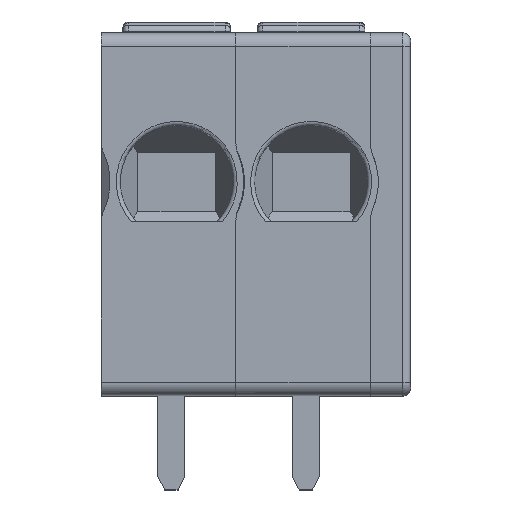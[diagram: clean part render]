
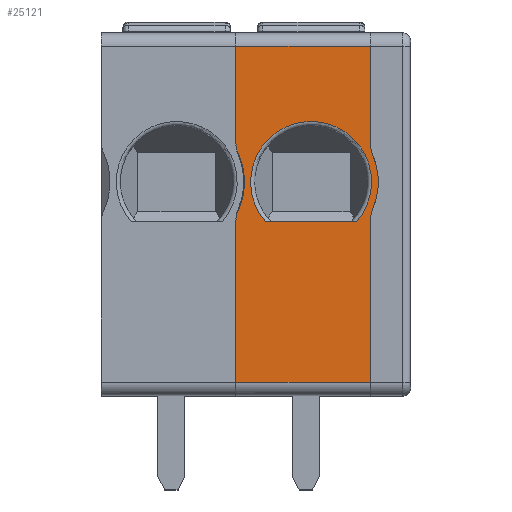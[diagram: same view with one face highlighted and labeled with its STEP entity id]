
A CAD part, top view. The second image highlights one B-rep face of the part: STEP entity #25121.
In plain terms, the highlighted planar face has unit normal (0, 0, 1).
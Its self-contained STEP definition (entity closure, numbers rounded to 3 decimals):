
#765=LINE('',#36169,#3742);
#826=LINE('',#36360,#3803);
#827=LINE('',#36363,#3804);
#828=LINE('',#36371,#3805);
#829=LINE('',#36373,#3806);
#830=LINE('',#36375,#3807);
#831=LINE('',#36383,#3808);
#3742=VECTOR('',#28963,1000.);
#3803=VECTOR('',#29138,1000.);
#3804=VECTOR('',#29139,1000.);
#3805=VECTOR('',#29146,1000.);
#3806=VECTOR('',#29147,1000.);
#3807=VECTOR('',#29148,1000.);
#3808=VECTOR('',#29155,1000.);
#6610=PLANE('',#26704);
#8341=ORIENTED_EDGE('',*,*,#15305,.T.);
#8342=ORIENTED_EDGE('',*,*,#15306,.F.);
#8343=ORIENTED_EDGE('',*,*,#15307,.T.);
#8344=ORIENTED_EDGE('',*,*,#15308,.T.);
#8345=ORIENTED_EDGE('',*,*,#15309,.T.);
#8346=ORIENTED_EDGE('',*,*,#15310,.F.);
#8347=ORIENTED_EDGE('',*,*,#15311,.F.);
#8348=ORIENTED_EDGE('',*,*,#15312,.F.);
#8349=ORIENTED_EDGE('',*,*,#15313,.T.);
#8350=ORIENTED_EDGE('',*,*,#15314,.F.);
#8351=ORIENTED_EDGE('',*,*,#15315,.T.);
#8352=ORIENTED_EDGE('',*,*,#15316,.F.);
#8353=ORIENTED_EDGE('',*,*,#15292,.T.);
#8354=ORIENTED_EDGE('',*,*,#15220,.T.);
#15220=EDGE_CURVE('',#18787,#18785,#765,.T.);
#15292=EDGE_CURVE('',#18785,#18787,#21117,.T.);
#15305=EDGE_CURVE('',#18852,#18853,#826,.T.);
#15306=EDGE_CURVE('',#18854,#18853,#827,.T.);
#15307=EDGE_CURVE('',#18854,#18855,#21118,.T.);
#15308=EDGE_CURVE('',#18855,#18856,#21119,.T.);
#15309=EDGE_CURVE('',#18856,#18857,#21120,.T.);
#15310=EDGE_CURVE('',#18858,#18857,#828,.T.);
#15311=EDGE_CURVE('',#18859,#18858,#829,.T.);
#15312=EDGE_CURVE('',#18860,#18859,#830,.T.);
#15313=EDGE_CURVE('',#18860,#18861,#21121,.T.);
#15314=EDGE_CURVE('',#18862,#18861,#21122,.T.);
#15315=EDGE_CURVE('',#18862,#18863,#21123,.T.);
#15316=EDGE_CURVE('',#18852,#18863,#831,.T.);
#18785=VERTEX_POINT('',#36167);
#18787=VERTEX_POINT('',#36170);
#18852=VERTEX_POINT('',#36361);
#18853=VERTEX_POINT('',#36362);
#18854=VERTEX_POINT('',#36364);
#18855=VERTEX_POINT('',#36366);
#18856=VERTEX_POINT('',#36368);
#18857=VERTEX_POINT('',#36370);
#18858=VERTEX_POINT('',#36372);
#18859=VERTEX_POINT('',#36374);
#18860=VERTEX_POINT('',#36376);
#18861=VERTEX_POINT('',#36378);
#18862=VERTEX_POINT('',#36380);
#18863=VERTEX_POINT('',#36382);
#21117=CIRCLE('',#26695,2.25);
#21118=CIRCLE('',#26705,1.);
#21119=CIRCLE('',#26706,2.5);
#21120=CIRCLE('',#26707,1.);
#21121=CIRCLE('',#26708,1.);
#21122=CIRCLE('',#26709,2.525);
#21123=CIRCLE('',#26710,1.);
#21711=EDGE_LOOP('',(#8341,#8342,#8343,#8344,#8345,#8346,#8347,#8348,#8349,
#8350,#8351,#8352));
#21712=EDGE_LOOP('',(#8353,#8354));
#23410=FACE_BOUND('',#21711,.T.);
#23411=FACE_BOUND('',#21712,.T.);
#25121=ADVANCED_FACE('',(#23410,#23411),#6610,.T.);
#26695=AXIS2_PLACEMENT_3D('',#36334,#29106,#29107);
#26704=AXIS2_PLACEMENT_3D('',#36359,#29136,#29137);
#26705=AXIS2_PLACEMENT_3D('',#36365,#29140,#29141);
#26706=AXIS2_PLACEMENT_3D('',#36367,#29142,#29143);
#26707=AXIS2_PLACEMENT_3D('',#36369,#29144,#29145);
#26708=AXIS2_PLACEMENT_3D('',#36377,#29149,#29150);
#26709=AXIS2_PLACEMENT_3D('',#36379,#29151,#29152);
#26710=AXIS2_PLACEMENT_3D('',#36381,#29153,#29154);
#28963=DIRECTION('',(-1.,0.,0.));
#29106=DIRECTION('',(0.,0.,-1.));
#29107=DIRECTION('',(0.,1.,0.));
#29136=DIRECTION('',(0.,0.,1.));
#29137=DIRECTION('',(0.,-1.,0.));
#29138=DIRECTION('',(1.,0.,0.));
#29139=DIRECTION('',(0.,-1.,0.));
#29140=DIRECTION('',(0.,0.,-1.));
#29141=DIRECTION('',(-1.,0.,0.));
#29142=DIRECTION('',(0.,0.,1.));
#29143=DIRECTION('',(0.914,-0.405,0.));
#29144=DIRECTION('',(0.,0.,-1.));
#29145=DIRECTION('',(-0.914,-0.405,0.));
#29146=DIRECTION('',(0.,-1.,0.));
#29147=DIRECTION('',(1.,0.,0.));
#29148=DIRECTION('',(0.,1.,0.));
#29149=DIRECTION('',(0.,0.,1.));
#29150=DIRECTION('',(-1.,0.,0.));
#29151=DIRECTION('',(0.,0.,1.));
#29152=DIRECTION('',(0.908,-0.419,0.));
#29153=DIRECTION('',(0.,0.,1.));
#29154=DIRECTION('',(-0.908,0.419,0.));
#29155=DIRECTION('',(0.,1.,0.));
#36167=CARTESIAN_POINT('',(1.204,6.472,0.));
#36169=CARTESIAN_POINT('',(5.1,6.472,0.));
#36170=CARTESIAN_POINT('',(4.596,6.472,0.));
#36334=CARTESIAN_POINT('',(2.9,7.95,0.));
#36359=CARTESIAN_POINT('',(2.6,12.5,0.));
#36360=CARTESIAN_POINT('',(0.1,0.5,0.));
#36361=CARTESIAN_POINT('',(0.1,0.5,0.));
#36362=CARTESIAN_POINT('',(5.1,0.5,0.));
#36363=CARTESIAN_POINT('',(5.1,6.532,0.));
#36364=CARTESIAN_POINT('',(5.1,6.532,0.));
#36365=CARTESIAN_POINT('',(6.1,6.532,0.));
#36366=CARTESIAN_POINT('',(5.186,6.937,0.));
#36367=CARTESIAN_POINT('',(2.9,7.95,0.));
#36368=CARTESIAN_POINT('',(5.186,8.963,0.));
#36369=CARTESIAN_POINT('',(6.1,9.368,0.));
#36370=CARTESIAN_POINT('',(5.1,9.368,0.));
#36371=CARTESIAN_POINT('',(5.1,13.,0.));
#36372=CARTESIAN_POINT('',(5.1,13.,0.));
#36373=CARTESIAN_POINT('',(0.1,13.,0.));
#36374=CARTESIAN_POINT('',(0.1,13.,0.));
#36375=CARTESIAN_POINT('',(0.1,9.428,0.));
#36376=CARTESIAN_POINT('',(0.1,9.428,0.));
#36377=CARTESIAN_POINT('',(1.1,9.428,0.));
#36378=CARTESIAN_POINT('',(0.192,9.009,0.));
#36379=CARTESIAN_POINT('',(-2.1,7.95,0.));
#36380=CARTESIAN_POINT('',(0.192,6.891,0.));
#36381=CARTESIAN_POINT('',(1.1,6.472,0.));
#36382=CARTESIAN_POINT('',(0.1,6.472,0.));
#36383=CARTESIAN_POINT('',(0.1,0.5,0.));
